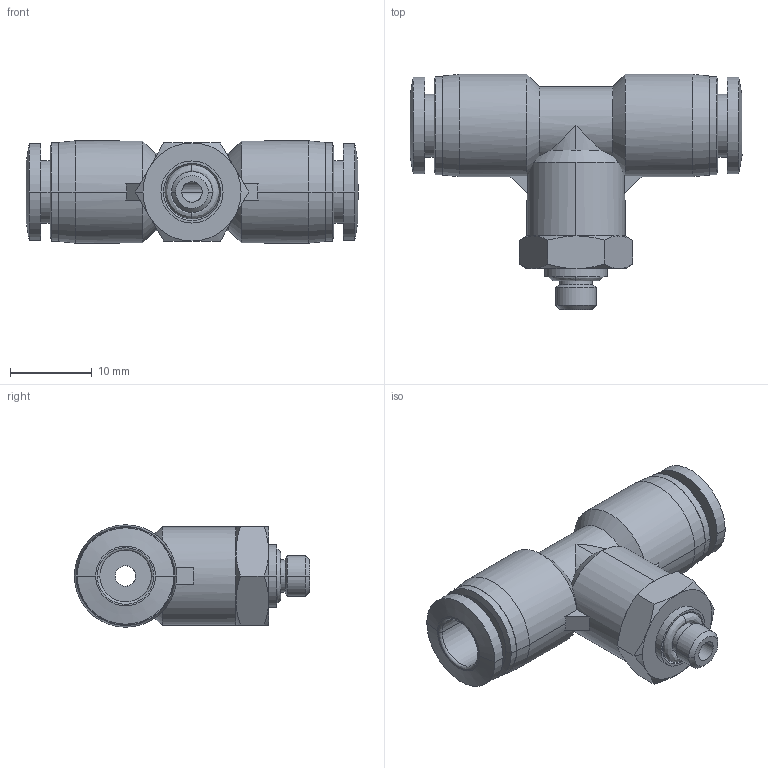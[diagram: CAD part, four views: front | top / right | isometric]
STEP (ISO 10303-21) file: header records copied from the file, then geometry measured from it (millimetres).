
FILE_DESCRIPTION (( 'STEP AP214' ), '1' );
FILE_NAME ('MBT6M-M5.step', '2016-02-24T20:39:01', ( '' ), ( '' ), 'SwSTEP 2.0', 'SolidWorks 2015', '' );
FILE_SCHEMA (( 'AUTOMOTIVE_DESIGN' ));
Length unit declared in the file: inch
Products named in the file (1): MBT6M-M5
Bounding box: 40.6 x 28.75 x 12.5 mm (x, y, z)
Volume: 4657.4 mm3; surface area: 3528.4 mm2
Topology: 2 solids, 2 shells, 114 faces, 257 edges, 156 vertices
Faces by surface type: cylinder 39, cone 38, plane 27, bspline 6, torus 4
Entity records: 3836 total; most frequent: CARTESIAN_POINT 1300, DIRECTION 523, ORIENTED_EDGE 514, EDGE_CURVE 257, AXIS2_PLACEMENT_3D 223, VERTEX_POINT 156, EDGE_LOOP 129, CIRCLE 114
